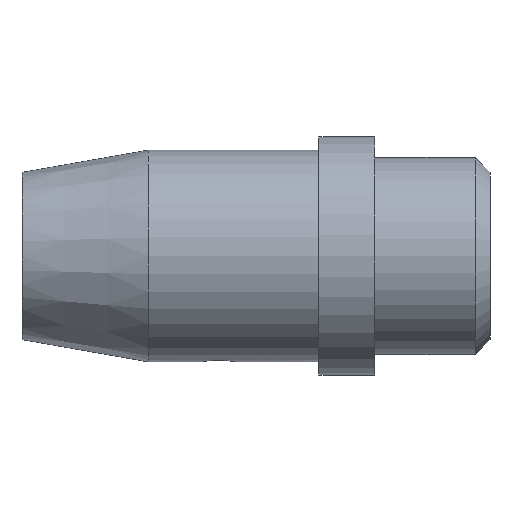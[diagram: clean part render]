
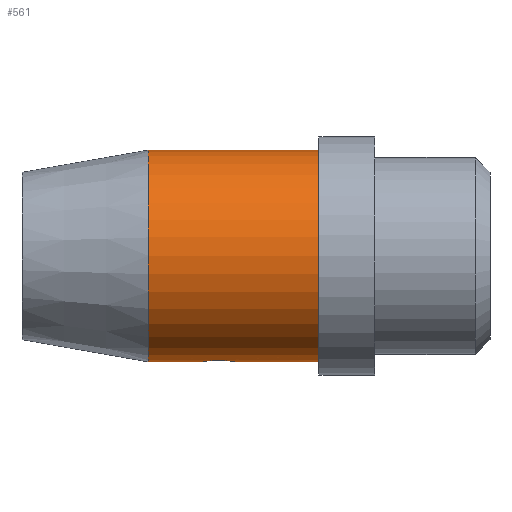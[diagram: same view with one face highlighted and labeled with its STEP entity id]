
A CAD part, top view. The second image highlights one B-rep face of the part: STEP entity #561.
In plain terms, the highlighted cylindrical face has radius 2.854 mm (diameter 5.709 mm), a partial arc.
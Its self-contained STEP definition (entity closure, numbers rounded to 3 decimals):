
#73=DIRECTION('',(1.,0.,0.));
#74=VECTOR('',#73,2.2);
#75=CARTESIAN_POINT('',(-6.804,-2.854,0.));
#76=LINE('',#75,#74);
#77=DIRECTION('',(1.,0.,0.));
#78=VECTOR('',#77,4.593);
#79=CARTESIAN_POINT('',(-9.198,2.854,0.));
#80=LINE('',#79,#78);
#86=DIRECTION('',(1.,0.,0.));
#87=VECTOR('',#86,1.402);
#88=CARTESIAN_POINT('',(-9.198,-2.854,0.));
#89=LINE('',#88,#87);
#98=CARTESIAN_POINT('',(-7.796,-2.854,0.));
#99=CARTESIAN_POINT('',(-7.796,-2.854,0.01));
#100=CARTESIAN_POINT('',(-7.795,-2.854,
0.031));
#101=CARTESIAN_POINT('',(-7.792,-2.854,
0.062));
#102=CARTESIAN_POINT('',(-7.787,-2.853,
0.092));
#103=CARTESIAN_POINT('',(-7.781,-2.852,
0.123));
#104=CARTESIAN_POINT('',(-7.772,-2.85,
0.153));
#105=CARTESIAN_POINT('',(-7.761,-2.849,
0.182));
#106=CARTESIAN_POINT('',(-7.749,-2.847,
0.21));
#107=CARTESIAN_POINT('',(-7.735,-2.844,
0.238));
#108=CARTESIAN_POINT('',(-7.719,-2.842,
0.265));
#109=CARTESIAN_POINT('',(-7.702,-2.839,
0.291));
#110=CARTESIAN_POINT('',(-7.682,-2.837,
0.316));
#111=CARTESIAN_POINT('',(-7.662,-2.834,
0.339));
#112=CARTESIAN_POINT('',(-7.639,-2.831,
0.362));
#113=CARTESIAN_POINT('',(-7.616,-2.829,
0.382));
#114=CARTESIAN_POINT('',(-7.591,-2.826,
0.402));
#115=CARTESIAN_POINT('',(-7.565,-2.823,
0.419));
#116=CARTESIAN_POINT('',(-7.538,-2.821,
0.435));
#117=CARTESIAN_POINT('',(-7.51,-2.819,
0.449));
#118=CARTESIAN_POINT('',(-7.482,-2.817,
0.461));
#119=CARTESIAN_POINT('',(-7.453,-2.815,
0.472));
#120=CARTESIAN_POINT('',(-7.423,-2.814,
0.481));
#121=CARTESIAN_POINT('',(-7.392,-2.812,
0.487));
#122=CARTESIAN_POINT('',(-7.362,-2.812,
0.492));
#123=CARTESIAN_POINT('',(-7.331,-2.811,
0.495));
#124=CARTESIAN_POINT('',(-7.3,-2.811,
0.496));
#125=CARTESIAN_POINT('',(-7.269,-2.811,
0.495));
#126=CARTESIAN_POINT('',(-7.238,-2.812,
0.492));
#127=CARTESIAN_POINT('',(-7.208,-2.812,
0.487));
#128=CARTESIAN_POINT('',(-7.177,-2.814,
0.481));
#129=CARTESIAN_POINT('',(-7.147,-2.815,
0.472));
#130=CARTESIAN_POINT('',(-7.118,-2.817,
0.461));
#131=CARTESIAN_POINT('',(-7.09,-2.819,
0.449));
#132=CARTESIAN_POINT('',(-7.062,-2.821,
0.435));
#133=CARTESIAN_POINT('',(-7.035,-2.823,
0.419));
#134=CARTESIAN_POINT('',(-7.009,-2.826,
0.402));
#135=CARTESIAN_POINT('',(-6.984,-2.829,
0.382));
#136=CARTESIAN_POINT('',(-6.961,-2.831,
0.362));
#137=CARTESIAN_POINT('',(-6.938,-2.834,
0.339));
#138=CARTESIAN_POINT('',(-6.918,-2.837,
0.316));
#139=CARTESIAN_POINT('',(-6.898,-2.839,
0.291));
#140=CARTESIAN_POINT('',(-6.881,-2.842,
0.265));
#141=CARTESIAN_POINT('',(-6.865,-2.844,
0.238));
#142=CARTESIAN_POINT('',(-6.851,-2.847,
0.21));
#143=CARTESIAN_POINT('',(-6.839,-2.849,
0.182));
#144=CARTESIAN_POINT('',(-6.828,-2.85,
0.153));
#145=CARTESIAN_POINT('',(-6.819,-2.852,
0.123));
#146=CARTESIAN_POINT('',(-6.813,-2.853,
0.092));
#147=CARTESIAN_POINT('',(-6.808,-2.854,
0.062));
#148=CARTESIAN_POINT('',(-6.805,-2.854,
0.031));
#149=CARTESIAN_POINT('',(-6.804,-2.854,0.01));
#150=CARTESIAN_POINT('',(-6.804,-2.854,0.));
#152=CARTESIAN_POINT('',(-9.198,0.,0.));
#153=DIRECTION('',(-1.,0.,0.));
#154=DIRECTION('',(0.,-1.,0.));
#155=AXIS2_PLACEMENT_3D('',#152,#153,#154);
#162=CARTESIAN_POINT('',(-4.604,0.,0.));
#163=DIRECTION('',(-1.,0.,0.));
#164=DIRECTION('',(0.,-1.,0.));
#165=AXIS2_PLACEMENT_3D('',#162,#163,#164);
#404=CARTESIAN_POINT('',(-9.198,-2.854,0.));
#406=VERTEX_POINT('',#404);
#418=CARTESIAN_POINT('',(-9.198,2.854,0.));
#420=VERTEX_POINT('',#418);
#421=CARTESIAN_POINT('',(-4.604,2.854,0.));
#422=VERTEX_POINT('',#421);
#433=CARTESIAN_POINT('',(-4.604,-2.854,0.));
#434=VERTEX_POINT('',#433);
#441=VERTEX_POINT('',#98);
#442=VERTEX_POINT('',#150);
#547=CARTESIAN_POINT('',(0.63,0.,0.));
#548=DIRECTION('',(-1.,0.,0.));
#549=DIRECTION('',(0.,1.,0.));
#550=AXIS2_PLACEMENT_3D('',#547,#548,#549);
#551=CYLINDRICAL_SURFACE('',#550,2.854);
#552=ORIENTED_EDGE('',*,*,#538,.F.);
#553=ORIENTED_EDGE('',*,*,#513,.F.);
#554=ORIENTED_EDGE('',*,*,#481,.T.);
#555=ORIENTED_EDGE('',*,*,#510,.T.);
#557=ORIENTED_EDGE('',*,*,#556,.F.);
#558=ORIENTED_EDGE('',*,*,#506,.F.);
#559=EDGE_LOOP('',(#552,#553,#554,#555,#557,#558));
#560=FACE_OUTER_BOUND('',#559,.F.);
#561=ADVANCED_FACE('',(#560),#551,.T.);
#151=B_SPLINE_CURVE_WITH_KNOTS('',3,(#98,#99,#100,#101,#102,#103,#104,#105,#106,
#107,#108,#109,#110,#111,#112,#113,#114,#115,#116,#117,#118,#119,#120,#121,#122,
#123,#124,#125,#126,#127,#128,#129,#130,#131,#132,#133,#134,#135,#136,#137,#138,
#139,#140,#141,#142,#143,#144,#145,#146,#147,#148,#149,#150),.UNSPECIFIED.,.F.,
.F.,(4,1,1,1,1,1,1,1,1,1,1,1,1,1,1,1,1,1,1,1,1,1,1,1,1,1,1,1,1,1,1,1,1,1,1,1,1,
1,1,1,1,1,1,1,1,1,1,1,1,1,4),(0.,0.02,0.04,0.06,0.08,0.1,0.12,0.14,
0.16,0.18,0.2,0.22,0.24,0.26,0.28,0.3,0.32,0.34,0.36,
0.38,0.4,0.42,0.44,0.46,0.48,0.5,0.52,0.54,0.56,0.58,
0.6,0.62,0.64,0.66,0.68,0.7,0.72,0.74,0.76,0.78,0.8,
0.82,0.84,0.86,0.88,0.9,0.92,0.94,0.96,0.98,1.),
.UNSPECIFIED.);
#156=CIRCLE('',#155,2.854);
#166=CIRCLE('',#165,2.854);
#481=EDGE_CURVE('',#406,#420,#156,.T.);
#506=EDGE_CURVE('',#442,#434,#76,.T.);
#510=EDGE_CURVE('',#420,#422,#80,.T.);
#513=EDGE_CURVE('',#406,#441,#89,.T.);
#538=EDGE_CURVE('',#441,#442,#151,.T.);
#556=EDGE_CURVE('',#434,#422,#166,.T.);
